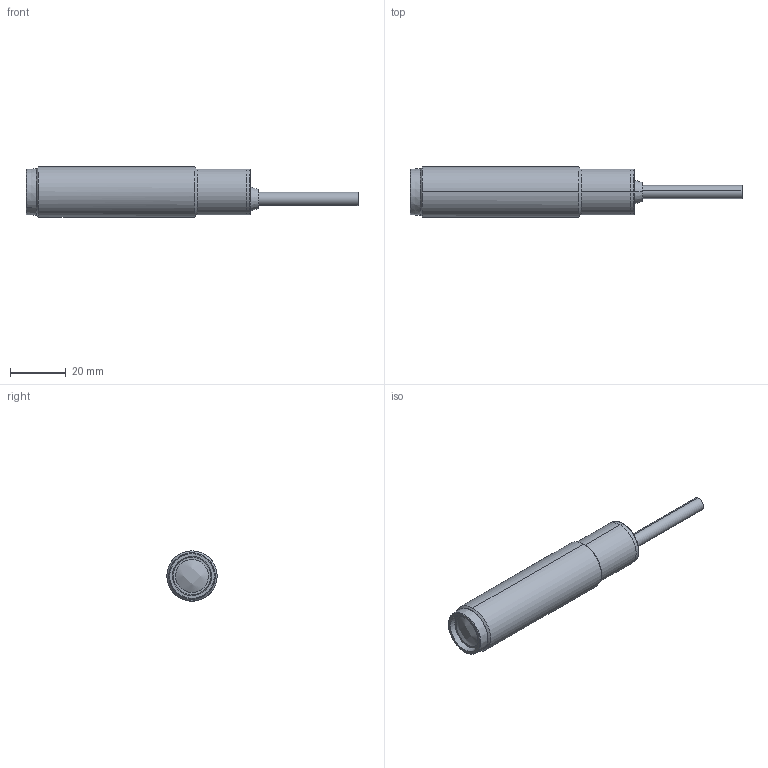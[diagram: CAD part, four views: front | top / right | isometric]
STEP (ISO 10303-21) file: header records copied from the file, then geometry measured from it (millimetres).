
FILE_DESCRIPTION (( 'STEP AP214' ), '1' );
FILE_NAME ('MVR-A0-0A.step', '2018-04-12T20:29:29', ( '' ), ( '' ), 'SwSTEP 2.0', 'SolidWorks 2017', '' );
FILE_SCHEMA (( 'AUTOMOTIVE_DESIGN' ));
Length unit declared in the file: inch
Products named in the file (1): MVR-A0-0A
Bounding box: 118.8 x 18 x 18 mm (x, y, z)
Volume: 19971.3 mm3; surface area: 6517.9 mm2
Topology: 4 solids, 4 shells, 45 faces, 96 edges, 62 vertices
Faces by surface type: cone 13, cylinder 13, plane 12, bspline 7
Entity records: 2137 total; most frequent: CARTESIAN_POINT 510, DIRECTION 209, ORIENTED_EDGE 192, EDGE_CURVE 96, AXIS2_PLACEMENT_3D 90, VERTEX_POINT 62, LENGTH_MEASURE_WITH_UNIT 51, DIMENSIONAL_EXPONENTS 51
